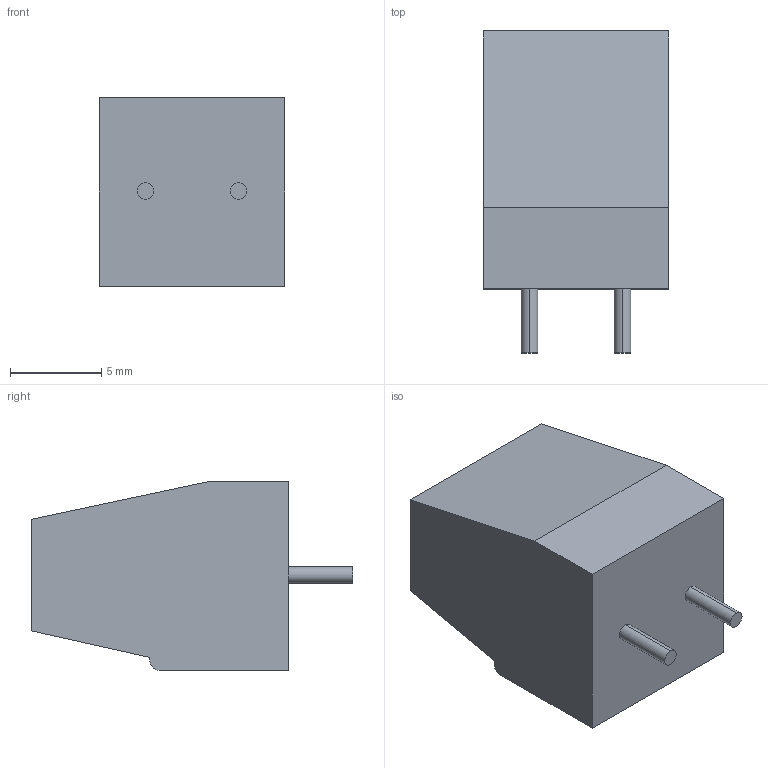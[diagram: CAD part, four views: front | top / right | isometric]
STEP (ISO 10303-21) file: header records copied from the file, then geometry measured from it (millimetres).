
FILE_DESCRIPTION (( 'STEP AP214' ), '1' );
FILE_NAME ('Part2.STEP', '2021-07-31T21:32:31', ( '' ), ( '' ), 'SwSTEP 2.0', 'SolidWorks 2017', '' );
FILE_SCHEMA (( 'AUTOMOTIVE_DESIGN' ));
Length unit declared in the file: millimetre
Products named in the file (1): Part2
Bounding box: 10.16 x 17.6 x 10.3 mm (x, y, z)
Volume: 1243.7 mm3; surface area: 816.6 mm2
Topology: 1 solids, 1 shells, 60 faces, 142 edges, 92 vertices
Faces by surface type: plane 51, cylinder 9
Entity records: 2292 total; most frequent: CARTESIAN_POINT 295, DIRECTION 290, ORIENTED_EDGE 284, EDGE_CURVE 142, LINE 116, VECTOR 116, VERTEX_POINT 92, AXIS2_PLACEMENT_3D 87
